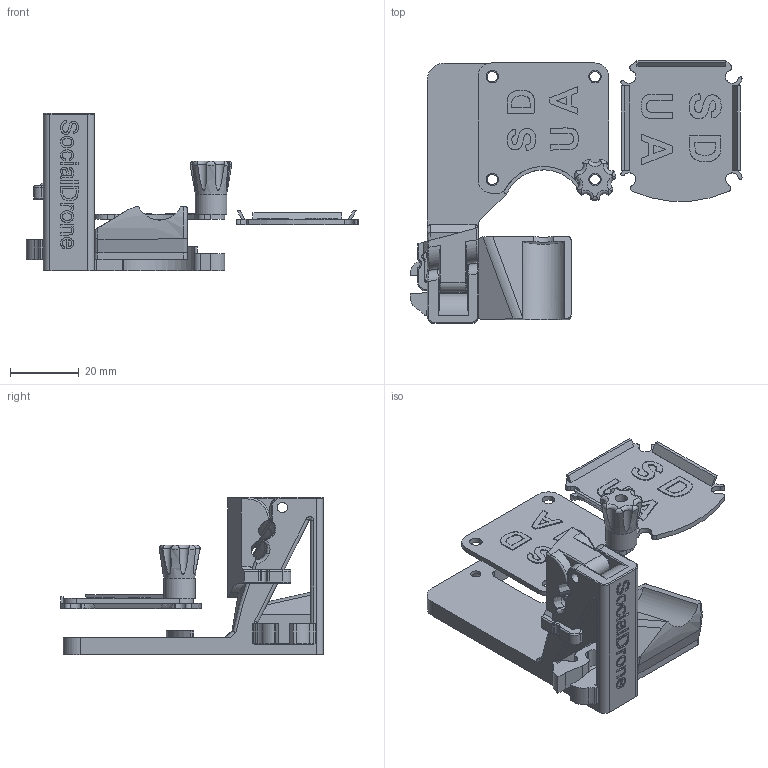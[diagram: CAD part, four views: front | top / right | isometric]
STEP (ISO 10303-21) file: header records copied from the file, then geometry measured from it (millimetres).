
FILE_DESCRIPTION(/* description */ (''),/* implementation_level */ '2;1');
FILE_NAME(/* name */ 'SpeedyBee_wire_conductor.step',/* time_stamp */ '2024-05-03T10:52:09+03:00',/* author */ (''),/* organization */ (''),/* preprocessor_version */ 'ST-DEVELOPER v20',/* originating_system */ 'Autodesk Translation Framework v12.20.1.177',/* authorisation */ '');
FILE_SCHEMA (('AUTOMOTIVE_DESIGN { 1 0 10303 214 3 1 1 }'));
Length unit declared in the file: millimetre
Products named in the file (7): SpeedyBee_wire_conductor; MAIN; CAP; capacitor_holder_s_h; power_wire_cover; nut_handle; motor_cover
Assembly tree (6 placements, depth 2):
  SpeedyBee_wire_conductor
    MAIN
    CAP
    capacitor_holder_s_h
    power_wire_cover
    nut_handle
    motor_cover
Bounding box: 96.91 x 76.7 x 46 mm (x, y, z)
Volume: 32199.8 mm3; surface area: 21516.2 mm2
Topology: 6 solids, 6 shells, 840 faces, 2266 edges, 1468 vertices
Faces by surface type: bspline 347, plane 274, cylinder 172, torus 36, cone 6, sphere 5
Full cylindrical faces by diameter (mm): 3 x6, 3.2 x1, 3.6 x5, 7 x4, 9.2 x1
Entity records: 31727 total; most frequent: CARTESIAN_POINT 12583, ORIENTED_EDGE 4528, DIRECTION 2936, EDGE_CURVE 2264, VERTEX_POINT 1468, LINE 1100, VECTOR 1100, AXIS2_PLACEMENT_3D 918
